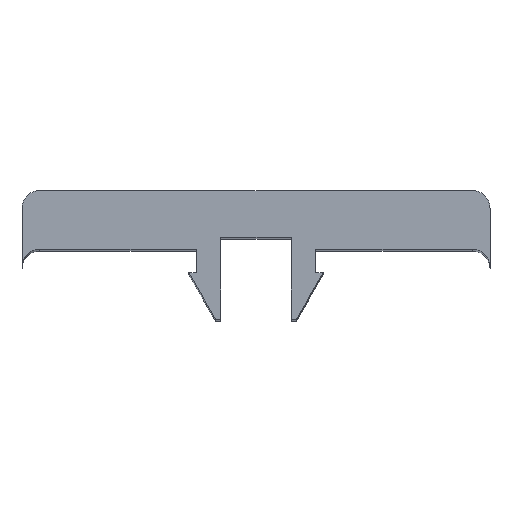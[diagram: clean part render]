
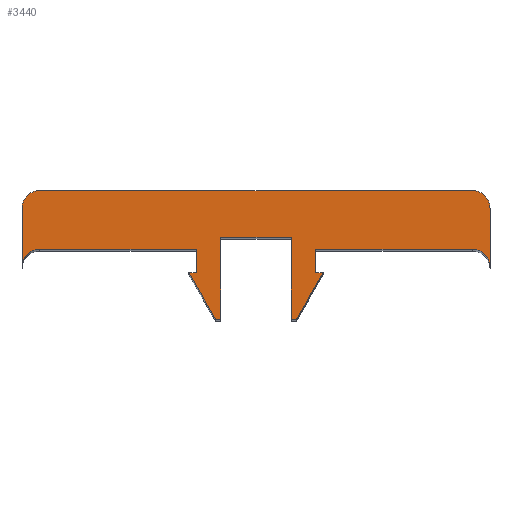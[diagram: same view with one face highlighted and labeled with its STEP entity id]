
A CAD part, top view. The second image highlights one B-rep face of the part: STEP entity #3440.
In plain terms, the highlighted planar face has unit normal (0, 0, 1).
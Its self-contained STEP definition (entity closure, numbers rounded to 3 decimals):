
#1730=CARTESIAN_POINT('',(0.,0.,100.));
#1740=DIRECTION('',(0.,0.,1.));
#1750=DIRECTION('',(1.,0.,0.));
#1760=AXIS2_PLACEMENT_3D('',#1730,#1740,#1750);
#1770=PLANE('',#1760);
#1780=CARTESIAN_POINT('',(-21.745,-1.154,100.));
#1790=DIRECTION('',(-0.5,0.866,0.));
#1800=VECTOR('',#1790,1.);
#1810=LINE('',#1780,#1800);
#1820=CARTESIAN_POINT('',(-18.281,-7.154,100.));
#1830=VERTEX_POINT('',#1820);
#1840=CARTESIAN_POINT('',(-20.591,-3.154,100.));
#1850=VERTEX_POINT('',#1840);
#1860=EDGE_CURVE('',#1830,#1850,#1810,.T.);
#1870=ORIENTED_EDGE('',*,*,#1860,.F.);
#1880=CARTESIAN_POINT('',(-14.841,-3.154,100.));
#1890=DIRECTION('',(1.,0.,0.));
#1900=VECTOR('',#1890,1.);
#1910=LINE('',#1880,#1900);
#1920=CARTESIAN_POINT('',(-19.941,-3.154,100.));
#1930=VERTEX_POINT('',#1920);
#1940=EDGE_CURVE('',#1850,#1930,#1910,.T.);
#1950=ORIENTED_EDGE('',*,*,#1940,.F.);
#1960=CARTESIAN_POINT('',(-19.941,-1.154,100.));
#1970=DIRECTION('',(0.,1.,0.));
#1980=VECTOR('',#1970,1.);
#1990=LINE('',#1960,#1980);
#2000=CARTESIAN_POINT('',(-19.941,-1.154,100.));
#2010=VERTEX_POINT('',#2000);
#2020=EDGE_CURVE('',#1930,#2010,#1990,.T.);
#2030=ORIENTED_EDGE('',*,*,#2020,.F.);
#2040=CARTESIAN_POINT('',(-14.841,-1.154,100.));
#2050=DIRECTION('',(1.,0.,0.));
#2060=VECTOR('',#2050,1.);
#2070=LINE('',#2040,#2060);
#2080=CARTESIAN_POINT('',(-33.341,-1.154,100.));
#2090=VERTEX_POINT('',#2080);
#2100=EDGE_CURVE('',#2090,#2010,#2070,.T.);
#2110=ORIENTED_EDGE('',*,*,#2100,.T.);
#2120=CARTESIAN_POINT('',(-33.341,-2.654,100.));
#2130=DIRECTION('',(0.,0.,1.));
#2140=DIRECTION('',(1.,0.,0.));
#2150=AXIS2_PLACEMENT_3D('',#2120,#2130,#2140);
#2160=CIRCLE('',#2150,1.5);
#2170=CARTESIAN_POINT('',(-34.841,-2.654,100.));
#2180=VERTEX_POINT('',#2170);
#2190=EDGE_CURVE('',#2090,#2180,#2160,.T.);
#2200=ORIENTED_EDGE('',*,*,#2190,.F.);
#2210=CARTESIAN_POINT('',(-34.841,-1.154,100.));
#2220=DIRECTION('',(0.,-1.,0.));
#2230=VECTOR('',#2220,1.);
#2240=LINE('',#2210,#2230);
#2250=CARTESIAN_POINT('',(-34.841,2.346,100.));
#2260=VERTEX_POINT('',#2250);
#2270=EDGE_CURVE('',#2260,#2180,#2240,.T.);
#2280=ORIENTED_EDGE('',*,*,#2270,.T.);
#2290=CARTESIAN_POINT('',(-33.341,2.346,100.));
#2300=DIRECTION('',(0.,0.,1.));
#2310=DIRECTION('',(1.,0.,0.));
#2320=AXIS2_PLACEMENT_3D('',#2290,#2300,#2310);
#2330=CIRCLE('',#2320,1.5);
#2340=CARTESIAN_POINT('',(-33.341,3.846,100.));
#2350=VERTEX_POINT('',#2340);
#2360=EDGE_CURVE('',#2350,#2260,#2330,.T.);
#2370=ORIENTED_EDGE('',*,*,#2360,.T.);
#2380=CARTESIAN_POINT('',(-14.841,3.846,100.));
#2390=DIRECTION('',(-1.,0.,0.));
#2400=VECTOR('',#2390,1.);
#2410=LINE('',#2380,#2400);
#2420=CARTESIAN_POINT('',(3.659,3.846,100.));
#2430=VERTEX_POINT('',#2420);
#2440=EDGE_CURVE('',#2430,#2350,#2410,.T.);
#2450=ORIENTED_EDGE('',*,*,#2440,.T.);
#2460=CARTESIAN_POINT('',(3.659,2.346,100.));
#2470=DIRECTION('',(0.,0.,1.));
#2480=DIRECTION('',(-1.,0.,0.));
#2490=AXIS2_PLACEMENT_3D('',#2460,#2470,#2480);
#2500=CIRCLE('',#2490,1.5);
#2510=CARTESIAN_POINT('',(5.159,2.346,100.));
#2520=VERTEX_POINT('',#2510);
#2530=EDGE_CURVE('',#2520,#2430,#2500,.T.);
#2540=ORIENTED_EDGE('',*,*,#2530,.T.);
#2550=CARTESIAN_POINT('',(5.159,-1.154,100.));
#2560=DIRECTION('',(0.,1.,0.));
#2570=VECTOR('',#2560,1.);
#2580=LINE('',#2550,#2570);
#2590=CARTESIAN_POINT('',(5.159,-2.654,100.));
#2600=VERTEX_POINT('',#2590);
#2610=EDGE_CURVE('',#2600,#2520,#2580,.T.);
#2620=ORIENTED_EDGE('',*,*,#2610,.T.);
#2630=CARTESIAN_POINT('',(3.659,-2.654,100.));
#2640=DIRECTION('',(0.,0.,1.));
#2650=DIRECTION('',(-1.,0.,0.));
#2660=AXIS2_PLACEMENT_3D('',#2630,#2640,#2650);
#2670=CIRCLE('',#2660,1.5);
#2680=CARTESIAN_POINT('',(3.659,-1.154,100.));
#2690=VERTEX_POINT('',#2680);
#2700=EDGE_CURVE('',#2600,#2690,#2670,.T.);
#2710=ORIENTED_EDGE('',*,*,#2700,.F.);
#2720=CARTESIAN_POINT('',(-14.841,-1.154,100.));
#2730=DIRECTION('',(1.,0.,0.));
#2740=VECTOR('',#2730,1.);
#2750=LINE('',#2720,#2740);
#2760=CARTESIAN_POINT('',(-9.741,-1.154,100.));
#2770=VERTEX_POINT('',#2760);
#2780=EDGE_CURVE('',#2770,#2690,#2750,.T.);
#2790=ORIENTED_EDGE('',*,*,#2780,.T.);
#2800=CARTESIAN_POINT('',(-9.741,-1.154,100.));
#2810=DIRECTION('',(0.,-1.,0.));
#2820=VECTOR('',#2810,1.);
#2830=LINE('',#2800,#2820);
#2840=CARTESIAN_POINT('',(-9.741,-3.154,100.));
#2850=VERTEX_POINT('',#2840);
#2860=EDGE_CURVE('',#2770,#2850,#2830,.T.);
#2870=ORIENTED_EDGE('',*,*,#2860,.F.);
#2880=CARTESIAN_POINT('',(-14.841,-3.154,100.));
#2890=DIRECTION('',(1.,0.,0.));
#2900=VECTOR('',#2890,1.);
#2910=LINE('',#2880,#2900);
#2920=CARTESIAN_POINT('',(-9.091,-3.154,100.));
#2930=VERTEX_POINT('',#2920);
#2940=EDGE_CURVE('',#2850,#2930,#2910,.T.);
#2950=ORIENTED_EDGE('',*,*,#2940,.F.);
#2960=CARTESIAN_POINT('',(-7.936,-1.154,100.));
#2970=DIRECTION('',(-0.5,-0.866,0.));
#2980=VECTOR('',#2970,1.);
#2990=LINE('',#2960,#2980);
#3000=CARTESIAN_POINT('',(-11.4,-7.154,100.));
#3010=VERTEX_POINT('',#3000);
#3020=EDGE_CURVE('',#2930,#3010,#2990,.T.);
#3030=ORIENTED_EDGE('',*,*,#3020,.F.);
#3040=CARTESIAN_POINT('',(-14.841,-7.154,100.));
#3050=DIRECTION('',(-1.,0.,0.));
#3060=VECTOR('',#3050,1.);
#3070=LINE('',#3040,#3060);
#3080=CARTESIAN_POINT('',(-11.841,-7.154,100.));
#3090=VERTEX_POINT('',#3080);
#3100=EDGE_CURVE('',#3010,#3090,#3070,.T.);
#3110=ORIENTED_EDGE('',*,*,#3100,.F.);
#3120=CARTESIAN_POINT('',(-11.841,-1.154,100.));
#3130=DIRECTION('',(0.,-1.,0.));
#3140=VECTOR('',#3130,1.);
#3150=LINE('',#3120,#3140);
#3160=CARTESIAN_POINT('',(-11.841,-0.154,100.));
#3170=VERTEX_POINT('',#3160);
#3180=EDGE_CURVE('',#3170,#3090,#3150,.T.);
#3190=ORIENTED_EDGE('',*,*,#3180,.T.);
#3200=CARTESIAN_POINT('',(-14.841,-0.154,100.));
#3210=DIRECTION('',(1.,0.,0.));
#3220=VECTOR('',#3210,1.);
#3230=LINE('',#3200,#3220);
#3240=CARTESIAN_POINT('',(-17.841,-0.154,100.));
#3250=VERTEX_POINT('',#3240);
#3260=EDGE_CURVE('',#3250,#3170,#3230,.T.);
#3270=ORIENTED_EDGE('',*,*,#3260,.T.);
#3280=CARTESIAN_POINT('',(-17.841,-1.154,100.));
#3290=DIRECTION('',(0.,1.,0.));
#3300=VECTOR('',#3290,1.);
#3310=LINE('',#3280,#3300);
#3320=CARTESIAN_POINT('',(-17.841,-7.154,100.));
#3330=VERTEX_POINT('',#3320);
#3340=EDGE_CURVE('',#3330,#3250,#3310,.T.);
#3350=ORIENTED_EDGE('',*,*,#3340,.T.);
#3360=CARTESIAN_POINT('',(-14.841,-7.154,100.));
#3370=DIRECTION('',(-1.,0.,0.));
#3380=VECTOR('',#3370,1.);
#3390=LINE('',#3360,#3380);
#3400=EDGE_CURVE('',#3330,#1830,#3390,.T.);
#3410=ORIENTED_EDGE('',*,*,#3400,.F.);
#3420=EDGE_LOOP('',(#3410,#3350,#3270,#3190,#3110,#3030,#2950,#2870,
#2790,#2710,#2620,#2540,#2450,#2370,#2280,#2200,#2110,#2030,#1950,#1870)
);
#3430=FACE_OUTER_BOUND('',#3420,.T.);
#3440=ADVANCED_FACE('',(#3430),#1770,.T.);
